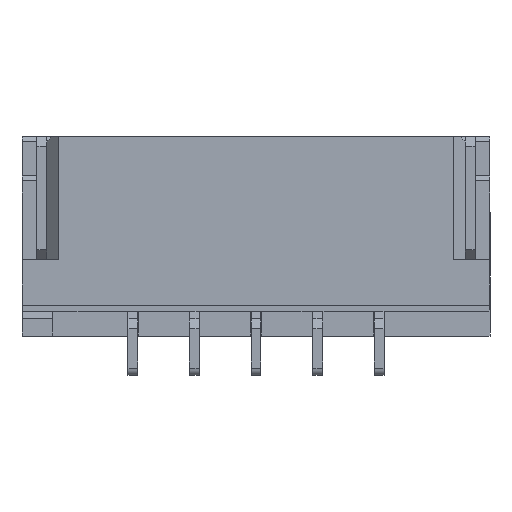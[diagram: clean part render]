
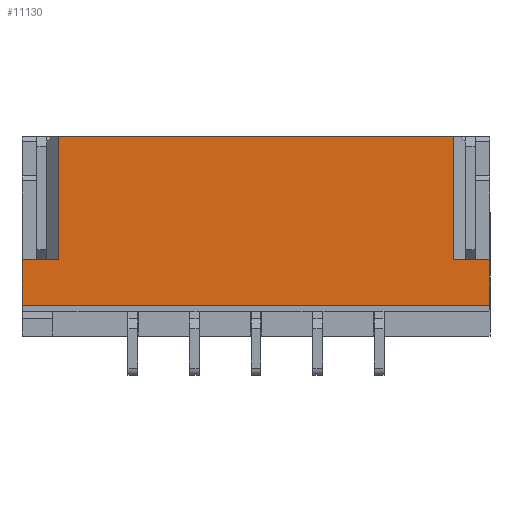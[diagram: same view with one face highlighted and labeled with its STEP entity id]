
A CAD part, front view. The second image highlights one B-rep face of the part: STEP entity #11130.
In plain terms, the highlighted planar face has unit normal (0, -1, 0).
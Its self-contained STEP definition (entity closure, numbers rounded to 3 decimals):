
#79 = ORIENTED_EDGE ( 'NONE', *, *, #3884, .T. ) ;
#160 = FACE_OUTER_BOUND ( 'NONE', #5628, .T. ) ;
#182 = CARTESIAN_POINT ( 'NONE',  ( -4.25, 0., -0.475 ) ) ;
#223 = LINE ( 'NONE', #4622, #9195 ) ;
#707 = ORIENTED_EDGE ( 'NONE', *, *, #3798, .T. ) ;
#830 = DIRECTION ( 'NONE',  ( 0., 0., -1. ) ) ;
#878 = DIRECTION ( 'NONE',  ( 0., 0., -1. ) ) ;
#959 = VECTOR ( 'NONE', #9650, 1000. ) ;
#1106 = VERTEX_POINT ( 'NONE', #1241 ) ;
#1107 = CARTESIAN_POINT ( 'NONE',  ( -4., 0., -0.475 ) ) ;
#1197 = CARTESIAN_POINT ( 'NONE',  ( -4.75, 0., -1.4 ) ) ;
#1241 = CARTESIAN_POINT ( 'NONE',  ( -4.75, 0., -0.475 ) ) ;
#1277 = VERTEX_POINT ( 'NONE', #8357 ) ;
#1406 = VERTEX_POINT ( 'NONE', #1107 ) ;
#1452 = DIRECTION ( 'NONE',  ( 1., 0., 0. ) ) ;
#1457 = VERTEX_POINT ( 'NONE', #10286 ) ;
#1958 = VECTOR ( 'NONE', #1452, 1000. ) ;
#1998 = VECTOR ( 'NONE', #7592, 1000. ) ;
#2412 = EDGE_CURVE ( 'NONE', #7158, #6196, #223, .T. ) ;
#2425 = VECTOR ( 'NONE', #830, 1000. ) ;
#2490 = EDGE_CURVE ( 'NONE', #1457, #1406, #10752, .T. ) ;
#2891 = VECTOR ( 'NONE', #7559, 1000. ) ;
#3200 = CARTESIAN_POINT ( 'NONE',  ( 4., 0., -0.475 ) ) ;
#3602 = DIRECTION ( 'NONE',  ( 0., 0., -1. ) ) ;
#3730 = LINE ( 'NONE', #182, #1998 ) ;
#3798 = EDGE_CURVE ( 'NONE', #1406, #1106, #3730, .T. ) ;
#3884 = EDGE_CURVE ( 'NONE', #5053, #6196, #10340, .T. ) ;
#4568 = ORIENTED_EDGE ( 'NONE', *, *, #6162, .F. ) ;
#4622 = CARTESIAN_POINT ( 'NONE',  ( 4.75, 0., 2.025 ) ) ;
#5053 = VERTEX_POINT ( 'NONE', #1197 ) ;
#5071 = CARTESIAN_POINT ( 'NONE',  ( 4.75, 0., -1.4 ) ) ;
#5198 = CARTESIAN_POINT ( 'NONE',  ( 0., 0., 0. ) ) ;
#5472 = DIRECTION ( 'NONE',  ( 0., -1., 0. ) ) ;
#5628 = EDGE_LOOP ( 'NONE', ( #79, #9646, #5692, #10035, #4568, #6995, #707, #9774 ) ) ;
#5692 = ORIENTED_EDGE ( 'NONE', *, *, #10472, .F. ) ;
#5791 = LINE ( 'NONE', #8451, #2891 ) ;
#5873 = CARTESIAN_POINT ( 'NONE',  ( -4.75, 0., -1.4 ) ) ;
#6162 = EDGE_CURVE ( 'NONE', #1457, #1277, #8677, .T. ) ;
#6196 = VERTEX_POINT ( 'NONE', #5071 ) ;
#6673 = EDGE_CURVE ( 'NONE', #10294, #1277, #11080, .T. ) ;
#6721 = CARTESIAN_POINT ( 'NONE',  ( -4.75, 0., 2.025 ) ) ;
#6995 = ORIENTED_EDGE ( 'NONE', *, *, #2490, .T. ) ;
#6996 = CARTESIAN_POINT ( 'NONE',  ( 4., 0., 2.025 ) ) ;
#7158 = VERTEX_POINT ( 'NONE', #8861 ) ;
#7559 = DIRECTION ( 'NONE',  ( 0., 0., 1. ) ) ;
#7592 = DIRECTION ( 'NONE',  ( -1., 0., 0. ) ) ;
#8357 = CARTESIAN_POINT ( 'NONE',  ( 4., 0., 2.025 ) ) ;
#8451 = CARTESIAN_POINT ( 'NONE',  ( -4.75, 0., 2.025 ) ) ;
#8677 = LINE ( 'NONE', #6721, #8824 ) ;
#8824 = VECTOR ( 'NONE', #9678, 1000. ) ;
#8859 = DIRECTION ( 'NONE',  ( 0., 0., 1. ) ) ;
#8861 = CARTESIAN_POINT ( 'NONE',  ( 4.75, 0., -0.475 ) ) ;
#8968 = AXIS2_PLACEMENT_3D ( 'NONE', #5198, #5472, #878 ) ;
#9027 = LINE ( 'NONE', #10727, #1958 ) ;
#9195 = VECTOR ( 'NONE', #3602, 1000. ) ;
#9382 = EDGE_CURVE ( 'NONE', #5053, #1106, #5791, .T. ) ;
#9646 = ORIENTED_EDGE ( 'NONE', *, *, #2412, .F. ) ;
#9650 = DIRECTION ( 'NONE',  ( 1., 0., 0. ) ) ;
#9678 = DIRECTION ( 'NONE',  ( 1., 0., 0. ) ) ;
#9774 = ORIENTED_EDGE ( 'NONE', *, *, #9382, .F. ) ;
#10035 = ORIENTED_EDGE ( 'NONE', *, *, #6673, .T. ) ;
#10286 = CARTESIAN_POINT ( 'NONE',  ( -4., 0., 2.025 ) ) ;
#10294 = VERTEX_POINT ( 'NONE', #3200 ) ;
#10340 = LINE ( 'NONE', #5873, #959 ) ;
#10472 = EDGE_CURVE ( 'NONE', #10294, #7158, #9027, .T. ) ;
#10727 = CARTESIAN_POINT ( 'NONE',  ( 4.25, 0., -0.475 ) ) ;
#10752 = LINE ( 'NONE', #11863, #2425 ) ;
#10755 = PLANE ( 'NONE',  #8968 ) ;
#11080 = LINE ( 'NONE', #6996, #11655 ) ;
#11130 = ADVANCED_FACE ( 'NONE', ( #160 ), #10755, .T. ) ;
#11655 = VECTOR ( 'NONE', #8859, 1000. ) ;
#11863 = CARTESIAN_POINT ( 'NONE',  ( -4., 0., -0.475 ) ) ;
